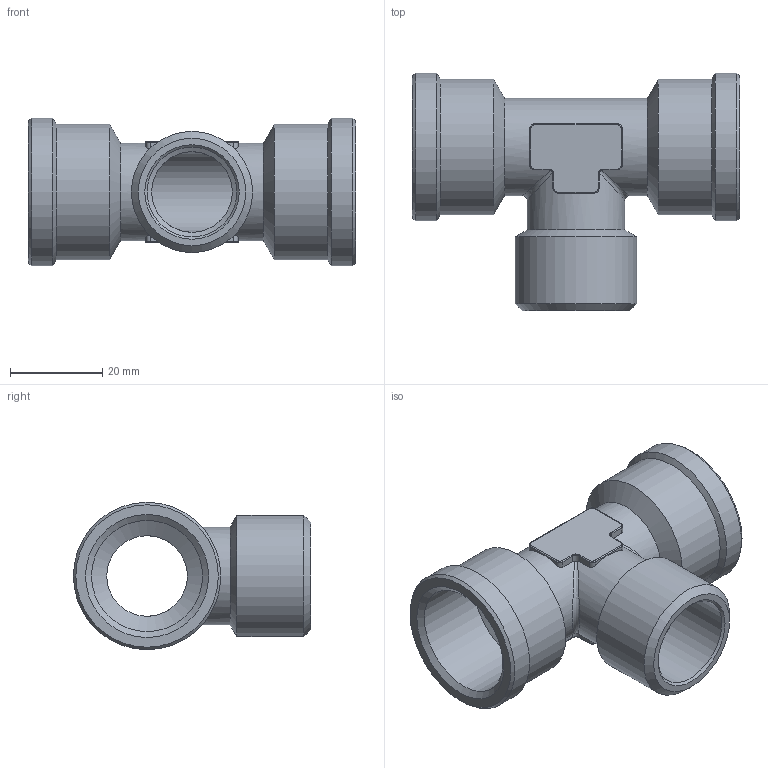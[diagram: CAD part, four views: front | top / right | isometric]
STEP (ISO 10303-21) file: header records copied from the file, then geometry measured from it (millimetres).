
FILE_DESCRIPTION(( 'RA.24.34.34.stp' ), '1');
FILE_NAME( 'RA.24.34.34.stp', '2019-06-19T16:20:36',( 'Sopra'),('sopra-pneumatic.com'), 'SwSTEP 2.0','SolidWorks 2009','' );
FILE_SCHEMA( ( 'CONFIG_CONTROL_DESIGN' ) );
Length unit declared in the file: millimetre
Products named in the file (1): 1
Bounding box: 71 x 51.5 x 32 mm (x, y, z)
Volume: 19301.3 mm3; surface area: 15308.3 mm2
Topology: 1 solids, 1 shells, 97 faces, 242 edges, 146 vertices
Faces by surface type: cylinder 44, plane 21, torus 16, cone 14, bspline 2
Full cylindrical faces by diameter (mm): 17.5 x2, 19.5 x1, 21.2 x2, 24.12 x2, 26.3 x1, 29.5 x2, 32 x2
Entity records: 3468 total; most frequent: CARTESIAN_POINT 1296, DIRECTION 454, ORIENTED_EDGE 412, EDGE_CURVE 206, AXIS2_PLACEMENT_3D 190, VERTEX_POINT 138, EDGE_LOOP 128, FACE_OUTER_BOUND 109
